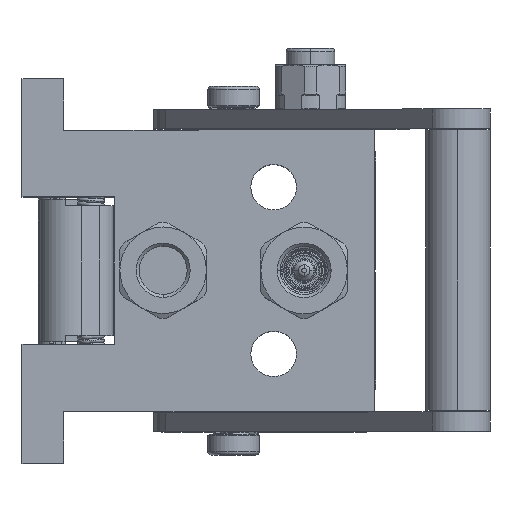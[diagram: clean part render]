
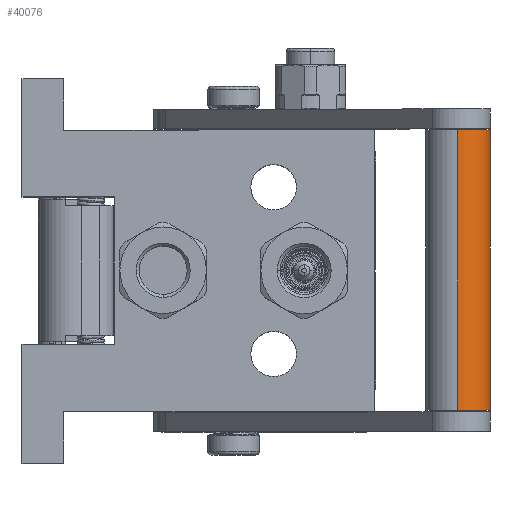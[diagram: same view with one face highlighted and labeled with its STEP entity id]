
A CAD part, top view. The second image highlights one B-rep face of the part: STEP entity #40076.
In plain terms, the highlighted cylindrical face has radius 10 mm (diameter 20 mm), a partial arc.
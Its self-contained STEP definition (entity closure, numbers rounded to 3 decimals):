
#542 = CARTESIAN_POINT ( 'NONE',  ( 0., 0., 0. ) ) ;
#4184 = EDGE_CURVE ( 'NONE', #120352, #78172, #5531, .T. ) ;
#5522 = EDGE_CURVE ( 'NONE', #9245, #6068, #20526, .T. ) ;
#5531 = CIRCLE ( 'NONE', #73087, 10. ) ;
#6068 = VERTEX_POINT ( 'NONE', #27003 ) ;
#6711 = FACE_OUTER_BOUND ( 'NONE', #81434, .T. ) ;
#8097 = ORIENTED_EDGE ( 'NONE', *, *, #21032, .T. ) ;
#8165 = DIRECTION ( 'NONE',  ( 0., 0., 1. ) ) ;
#9245 = VERTEX_POINT ( 'NONE', #25480 ) ;
#10792 = LINE ( 'NONE', #51336, #35397 ) ;
#12349 = DIRECTION ( 'NONE',  ( -1., 0., 0. ) ) ;
#12811 = CYLINDRICAL_SURFACE ( 'NONE', #110028, 10. ) ;
#20526 = CIRCLE ( 'NONE', #114231, 10. ) ;
#21032 = EDGE_CURVE ( 'NONE', #9245, #120352, #10792, .T. ) ;
#21034 = LINE ( 'NONE', #72890, #96230 ) ;
#25480 = CARTESIAN_POINT ( 'NONE',  ( 0., 0., -10. ) ) ;
#27003 = CARTESIAN_POINT ( 'NONE',  ( 0., 0., 10. ) ) ;
#27439 = CARTESIAN_POINT ( 'NONE',  ( -96.825, 0., 0. ) ) ;
#32782 = CARTESIAN_POINT ( 'NONE',  ( -87.5, 0., -10. ) ) ;
#35397 = VECTOR ( 'NONE', #12349, 1000. ) ;
#39175 = ORIENTED_EDGE ( 'NONE', *, *, #73492, .F. ) ;
#40076 = ADVANCED_FACE ( 'NONE', ( #6711 ), #12811, .T. ) ;
#49419 = DIRECTION ( 'NONE',  ( 0., 0., -1. ) ) ;
#51336 = CARTESIAN_POINT ( 'NONE',  ( 0., 0., -10. ) ) ;
#51806 = ORIENTED_EDGE ( 'NONE', *, *, #5522, .F. ) ;
#66172 = CARTESIAN_POINT ( 'NONE',  ( -87.5, 0., 10. ) ) ;
#72046 = DIRECTION ( 'NONE',  ( -1., 0., 0. ) ) ;
#72890 = CARTESIAN_POINT ( 'NONE',  ( 0., 0., 10. ) ) ;
#73087 = AXIS2_PLACEMENT_3D ( 'NONE', #125283, #77262, #87157 ) ;
#73492 = EDGE_CURVE ( 'NONE', #6068, #78172, #21034, .T. ) ;
#77262 = DIRECTION ( 'NONE',  ( 1., 0., 0. ) ) ;
#78172 = VERTEX_POINT ( 'NONE', #66172 ) ;
#81434 = EDGE_LOOP ( 'NONE', ( #94292, #39175, #51806, #8097 ) ) ;
#87157 = DIRECTION ( 'NONE',  ( 0., 0., -1. ) ) ;
#94292 = ORIENTED_EDGE ( 'NONE', *, *, #4184, .T. ) ;
#96230 = VECTOR ( 'NONE', #72046, 1000. ) ;
#106799 = DIRECTION ( 'NONE',  ( -1., 0., 0. ) ) ;
#106958 = DIRECTION ( 'NONE',  ( 1., 0., 0. ) ) ;
#110028 = AXIS2_PLACEMENT_3D ( 'NONE', #27439, #106799, #8165 ) ;
#114231 = AXIS2_PLACEMENT_3D ( 'NONE', #542, #106958, #49419 ) ;
#120352 = VERTEX_POINT ( 'NONE', #32782 ) ;
#125283 = CARTESIAN_POINT ( 'NONE',  ( -87.5, 0., 0. ) ) ;
